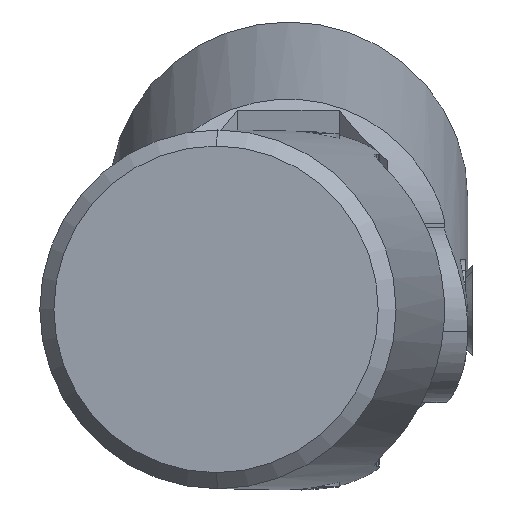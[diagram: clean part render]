
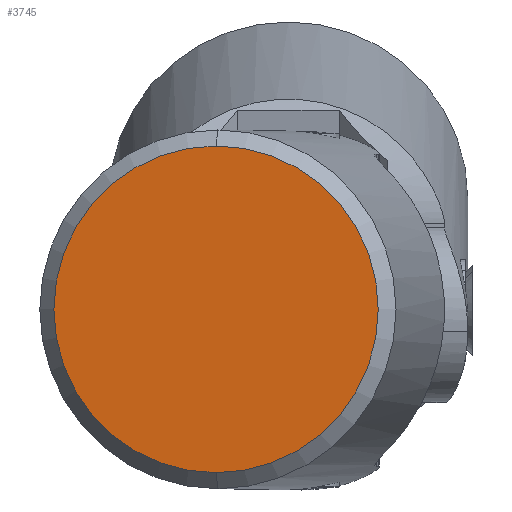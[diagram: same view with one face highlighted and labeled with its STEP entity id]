
A CAD part, top view. The second image highlights one B-rep face of the part: STEP entity #3745.
In plain terms, the highlighted face is planar.
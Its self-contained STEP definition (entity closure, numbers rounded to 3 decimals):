
#6=CARTESIAN_POINT('',(0.,0.,0.));
#7=DIRECTION('',(0.,0.,1.));
#8=DIRECTION('',(-1.,0.,0.));
#9=AXIS2_PLACEMENT_3D('',#6,#7,#8);
#11=CARTESIAN_POINT('',(0.,0.,0.));
#12=DIRECTION('',(0.,0.,1.));
#13=DIRECTION('',(1.,0.,0.));
#14=AXIS2_PLACEMENT_3D('',#11,#12,#13);
#3650=CARTESIAN_POINT('',(10.175,0.,0.));
#3651=CARTESIAN_POINT('',(-10.175,0.,0.));
#3652=VERTEX_POINT('',#3650);
#3653=VERTEX_POINT('',#3651);
#3735=CARTESIAN_POINT('',(0.,0.,0.));
#3736=DIRECTION('',(0.,0.,1.));
#3737=DIRECTION('',(1.,0.,0.));
#3738=AXIS2_PLACEMENT_3D('',#3735,#3736,#3737);
#3739=PLANE('',#3738);
#3741=ORIENTED_EDGE('',*,*,#3740,.T.);
#3742=ORIENTED_EDGE('',*,*,#3724,.T.);
#3743=EDGE_LOOP('',(#3741,#3742));
#3744=FACE_OUTER_BOUND('',#3743,.F.);
#3745=ADVANCED_FACE('',(#3744),#3739,.F.);
#10=CIRCLE('',#9,10.175);
#15=CIRCLE('',#14,10.175);
#3724=EDGE_CURVE('',#3652,#3653,#15,.T.);
#3740=EDGE_CURVE('',#3653,#3652,#10,.T.);
